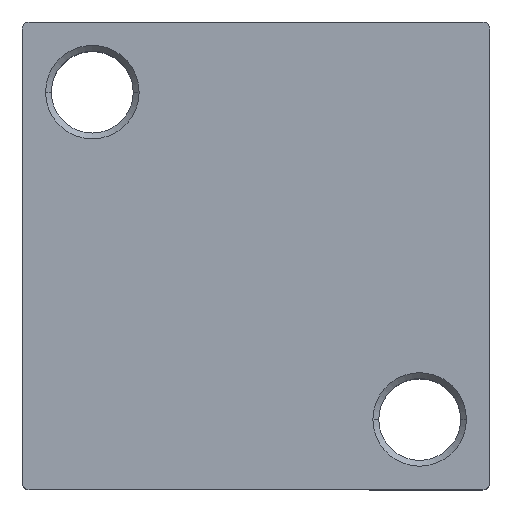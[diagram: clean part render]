
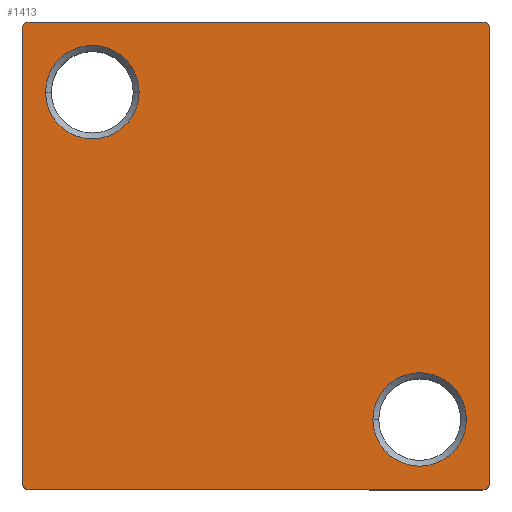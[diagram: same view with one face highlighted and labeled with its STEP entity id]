
A CAD part, top view. The second image highlights one B-rep face of the part: STEP entity #1413.
In plain terms, the highlighted planar face has unit normal (0, 0, 1).
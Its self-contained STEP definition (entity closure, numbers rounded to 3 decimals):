
#244 = VERTEX_POINT ( 'NONE', #744 ) ;
#260 = VERTEX_POINT ( 'NONE', #778 ) ;
#261 = EDGE_CURVE ( 'NONE', #244, #260, #777, .T. ) ;
#352 = VERTEX_POINT ( 'NONE', #939 ) ;
#744 = CARTESIAN_POINT ( 'NONE',  ( 9., -7., 5. ) ) ;
#773 = DIRECTION ( 'NONE',  ( -1., 0., 0. ) ) ;
#774 = DIRECTION ( 'NONE',  ( 0., 0., -1. ) ) ;
#775 = CARTESIAN_POINT ( 'NONE',  ( 7., -7., 5. ) ) ;
#776 = AXIS2_PLACEMENT_3D ( 'NONE', #775, #774, #773 ) ;
#777 = CIRCLE ( 'NONE', #776, 2. ) ;
#778 = CARTESIAN_POINT ( 'NONE',  ( 5., -7., 5. ) ) ;
#939 = CARTESIAN_POINT ( 'NONE',  ( 10., 9.7, 5. ) ) ;
#1000 = CARTESIAN_POINT ( 'NONE',  ( -9., 7., 5. ) ) ;
#1005 = DIRECTION ( 'NONE',  ( -1., 0., 0. ) ) ;
#1006 = DIRECTION ( 'NONE',  ( 0., 0., -1. ) ) ;
#1007 = CARTESIAN_POINT ( 'NONE',  ( -7., 7., 5. ) ) ;
#1008 = AXIS2_PLACEMENT_3D ( 'NONE', #1007, #1006, #1005 ) ;
#1009 = CIRCLE ( 'NONE', #1008, 2. ) ;
#1015 = CARTESIAN_POINT ( 'NONE',  ( -5., 7., 5. ) ) ;
#1026 = CARTESIAN_POINT ( 'NONE',  ( -10., -9.7, 5. ) ) ;
#1035 = CARTESIAN_POINT ( 'NONE',  ( 10., -9.7, 5. ) ) ;
#1039 = CARTESIAN_POINT ( 'NONE',  ( -10., 9.7, 5. ) ) ;
#1043 = CARTESIAN_POINT ( 'NONE',  ( -9.7, 10., 5. ) ) ;
#1067 = DIRECTION ( 'NONE',  ( 0., -1., 0. ) ) ;
#1068 = VECTOR ( 'NONE', #1067, 1000. ) ;
#1069 = CARTESIAN_POINT ( 'NONE',  ( 10., 9.7, 5. ) ) ;
#1070 = LINE ( 'NONE', #1069, #1068 ) ;
#1071 = DIRECTION ( 'NONE',  ( 1., 0., 0. ) ) ;
#1072 = DIRECTION ( 'NONE',  ( 0., 0., 1. ) ) ;
#1073 = CARTESIAN_POINT ( 'NONE',  ( -9.7, 9.7, 5. ) ) ;
#1074 = AXIS2_PLACEMENT_3D ( 'NONE', #1073, #1072, #1071 ) ;
#1075 = PLANE ( 'NONE',  #1074 ) ;
#1076 = FACE_BOUND ( 'NONE', #1447, .T. ) ;
#1077 = FACE_OUTER_BOUND ( 'NONE', #1406, .T. ) ;
#1078 = FACE_BOUND ( 'NONE', #1410, .T. ) ;
#1079 = DIRECTION ( 'NONE',  ( -1., 0., 0. ) ) ;
#1080 = DIRECTION ( 'NONE',  ( 0., 0., -1. ) ) ;
#1081 = CARTESIAN_POINT ( 'NONE',  ( 7., -7., 5. ) ) ;
#1082 = AXIS2_PLACEMENT_3D ( 'NONE', #1081, #1080, #1079 ) ;
#1083 = CIRCLE ( 'NONE', #1082, 2. ) ;
#1084 = DIRECTION ( 'NONE',  ( 1., 0., 0. ) ) ;
#1085 = DIRECTION ( 'NONE',  ( 0., 0., -1. ) ) ;
#1086 = CARTESIAN_POINT ( 'NONE',  ( -9.7, 9.7, 5. ) ) ;
#1087 = AXIS2_PLACEMENT_3D ( 'NONE', #1086, #1085, #1084 ) ;
#1088 = CIRCLE ( 'NONE', #1087, 0.3 ) ;
#1101 = CARTESIAN_POINT ( 'NONE',  ( 9.7, -10., 5. ) ) ;
#1102 = DIRECTION ( 'NONE',  ( -1., 0., 0. ) ) ;
#1103 = DIRECTION ( 'NONE',  ( 0., 0., -1. ) ) ;
#1104 = CARTESIAN_POINT ( 'NONE',  ( 9.7, -9.7, 5. ) ) ;
#1105 = AXIS2_PLACEMENT_3D ( 'NONE', #1104, #1103, #1102 ) ;
#1106 = CIRCLE ( 'NONE', #1105, 0.3 ) ;
#1107 = DIRECTION ( 'NONE',  ( -1., 0., 0. ) ) ;
#1108 = VECTOR ( 'NONE', #1107, 1000. ) ;
#1109 = CARTESIAN_POINT ( 'NONE',  ( -9.7, -10., 5. ) ) ;
#1110 = LINE ( 'NONE', #1109, #1108 ) ;
#1111 = CARTESIAN_POINT ( 'NONE',  ( -9.7, -10., 5. ) ) ;
#1115 = CARTESIAN_POINT ( 'NONE',  ( 9.7, 10., 5. ) ) ;
#1124 = DIRECTION ( 'NONE',  ( 1., 0., 0. ) ) ;
#1125 = VECTOR ( 'NONE', #1124, 1000. ) ;
#1126 = CARTESIAN_POINT ( 'NONE',  ( -9.7, 10., 5. ) ) ;
#1127 = LINE ( 'NONE', #1126, #1125 ) ;
#1128 = DIRECTION ( 'NONE',  ( 1., 0., 0. ) ) ;
#1129 = DIRECTION ( 'NONE',  ( 0., 0., -1. ) ) ;
#1130 = CARTESIAN_POINT ( 'NONE',  ( -9.7, -9.7, 5. ) ) ;
#1131 = AXIS2_PLACEMENT_3D ( 'NONE', #1130, #1129, #1128 ) ;
#1132 = CIRCLE ( 'NONE', #1131, 0.3 ) ;
#1133 = DIRECTION ( 'NONE',  ( 0., 1., 0. ) ) ;
#1134 = VECTOR ( 'NONE', #1133, 1000. ) ;
#1135 = CARTESIAN_POINT ( 'NONE',  ( -10., 9.7, 5. ) ) ;
#1136 = LINE ( 'NONE', #1135, #1134 ) ;
#1150 = DIRECTION ( 'NONE',  ( 1., 0., 0. ) ) ;
#1151 = DIRECTION ( 'NONE',  ( 0., 0., -1. ) ) ;
#1152 = CARTESIAN_POINT ( 'NONE',  ( 9.7, 9.7, 5. ) ) ;
#1153 = AXIS2_PLACEMENT_3D ( 'NONE', #1152, #1151, #1150 ) ;
#1154 = CIRCLE ( 'NONE', #1153, 0.3 ) ;
#1160 = DIRECTION ( 'NONE',  ( -1., 0., 0. ) ) ;
#1161 = DIRECTION ( 'NONE',  ( 0., 0., -1. ) ) ;
#1162 = CARTESIAN_POINT ( 'NONE',  ( -7., 7., 5. ) ) ;
#1163 = AXIS2_PLACEMENT_3D ( 'NONE', #1162, #1161, #1160 ) ;
#1164 = CIRCLE ( 'NONE', #1163, 2. ) ;
#1365 = VERTEX_POINT ( 'NONE', #1015 ) ;
#1366 = EDGE_CURVE ( 'NONE', #1365, #1369, #1009, .T. ) ;
#1369 = VERTEX_POINT ( 'NONE', #1000 ) ;
#1385 = VERTEX_POINT ( 'NONE', #1043 ) ;
#1387 = VERTEX_POINT ( 'NONE', #1039 ) ;
#1388 = ORIENTED_EDGE ( 'NONE', *, *, #1417, .F. ) ;
#1389 = VERTEX_POINT ( 'NONE', #1035 ) ;
#1402 = VERTEX_POINT ( 'NONE', #1026 ) ;
#1406 = EDGE_LOOP ( 'NONE', ( #1408, #1437, #1444, #1429, #1431, #1388, #1458, #1453 ) ) ;
#1407 = EDGE_CURVE ( 'NONE', #1387, #1385, #1088, .T. ) ;
#1408 = ORIENTED_EDGE ( 'NONE', *, *, #1407, .F. ) ;
#1410 = EDGE_LOOP ( 'NONE', ( #1412, #1415 ) ) ;
#1411 = EDGE_CURVE ( 'NONE', #260, #244, #1083, .T. ) ;
#1412 = ORIENTED_EDGE ( 'NONE', *, *, #261, .T. ) ;
#1413 = ADVANCED_FACE ( 'NONE', ( #1078, #1077, #1076 ), #1075, .T. ) ;
#1415 = ORIENTED_EDGE ( 'NONE', *, *, #1411, .T. ) ;
#1417 = EDGE_CURVE ( 'NONE', #352, #1389, #1070, .T. ) ;
#1426 = VERTEX_POINT ( 'NONE', #1111 ) ;
#1427 = EDGE_CURVE ( 'NONE', #1430, #1426, #1110, .T. ) ;
#1428 = EDGE_CURVE ( 'NONE', #1389, #1430, #1106, .T. ) ;
#1429 = ORIENTED_EDGE ( 'NONE', *, *, #1427, .F. ) ;
#1430 = VERTEX_POINT ( 'NONE', #1101 ) ;
#1431 = ORIENTED_EDGE ( 'NONE', *, *, #1428, .F. ) ;
#1437 = ORIENTED_EDGE ( 'NONE', *, *, #1442, .F. ) ;
#1442 = EDGE_CURVE ( 'NONE', #1402, #1387, #1136, .T. ) ;
#1443 = EDGE_CURVE ( 'NONE', #1426, #1402, #1132, .T. ) ;
#1444 = ORIENTED_EDGE ( 'NONE', *, *, #1443, .F. ) ;
#1445 = ORIENTED_EDGE ( 'NONE', *, *, #1459, .T. ) ;
#1447 = EDGE_LOOP ( 'NONE', ( #1455, #1445 ) ) ;
#1451 = EDGE_CURVE ( 'NONE', #1385, #1457, #1127, .T. ) ;
#1453 = ORIENTED_EDGE ( 'NONE', *, *, #1451, .F. ) ;
#1455 = ORIENTED_EDGE ( 'NONE', *, *, #1366, .T. ) ;
#1457 = VERTEX_POINT ( 'NONE', #1115 ) ;
#1458 = ORIENTED_EDGE ( 'NONE', *, *, #1461, .F. ) ;
#1459 = EDGE_CURVE ( 'NONE', #1369, #1365, #1164, .T. ) ;
#1461 = EDGE_CURVE ( 'NONE', #1457, #352, #1154, .T. ) ;
